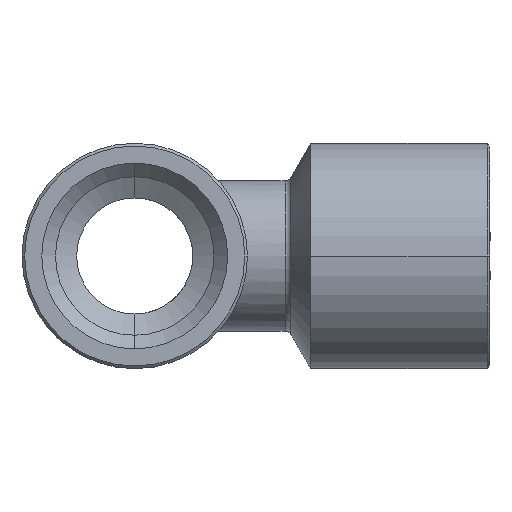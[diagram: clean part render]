
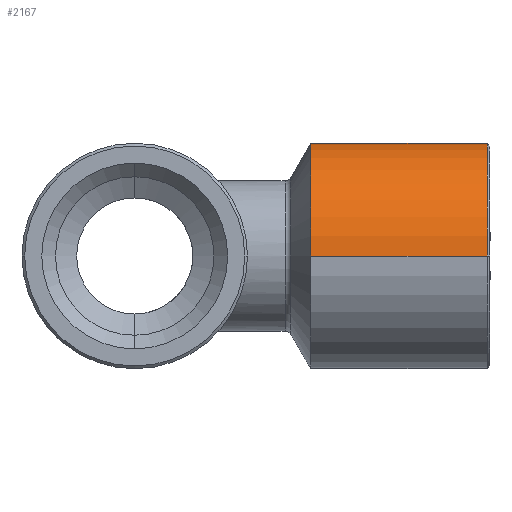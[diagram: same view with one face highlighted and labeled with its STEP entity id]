
A CAD part, left-side view. The second image highlights one B-rep face of the part: STEP entity #2167.
In plain terms, the highlighted cylindrical face has radius 8.25 mm (diameter 16.5 mm), a partial arc.
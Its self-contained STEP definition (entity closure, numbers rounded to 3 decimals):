
#4 = ORIENTED_EDGE ( 'NONE', *, *, #2181, .T. ) ;
#7 = ORIENTED_EDGE ( 'NONE', *, *, #2187, .F. ) ;
#651 = VECTOR ( 'NONE', #2966, 1000. ) ;
#1306 = AXIS2_PLACEMENT_3D ( 'NONE', #2916, #2917, #2918 ) ;
#1309 = AXIS2_PLACEMENT_3D ( 'NONE', #2913, #2914, #2915 ) ;
#1310 = CIRCLE ( 'NONE', #1306, 8.25 ) ;
#1319 = CIRCLE ( 'NONE', #1309, 8.25 ) ;
#1335 = VECTOR ( 'NONE', #2864, 1000. ) ;
#1341 = AXIS2_PLACEMENT_3D ( 'NONE', #2845, #2846, #2847 ) ;
#1344 = CIRCLE ( 'NONE', #1341, 8.25 ) ;
#1697 = AXIS2_PLACEMENT_3D ( 'NONE', #2787, #2781, #2790 ) ;
#2167 = ADVANCED_FACE ( 'NONE', ( #2786 ), #2789, .T. ) ;
#2181 = EDGE_CURVE ( 'NONE', #2415, #2417, #1344, .T. ) ;
#2187 = EDGE_CURVE ( 'NONE', #2415, #2719, #2860, .T. ) ;
#2204 = EDGE_CURVE ( 'NONE', #2427, #2432, #1319, .T. ) ;
#2205 = EDGE_CURVE ( 'NONE', #2432, #2719, #1310, .T. ) ;
#2221 = EDGE_CURVE ( 'NONE', #2417, #2427, #2946, .T. ) ;
#2415 = VERTEX_POINT ( 'NONE', #3295 ) ;
#2417 = VERTEX_POINT ( 'NONE', #3296 ) ;
#2427 = VERTEX_POINT ( 'NONE', #3293 ) ;
#2432 = VERTEX_POINT ( 'NONE', #3303 ) ;
#2436 = ORIENTED_EDGE ( 'NONE', *, *, #2205, .T. ) ;
#2446 = ORIENTED_EDGE ( 'NONE', *, *, #2204, .T. ) ;
#2449 = ORIENTED_EDGE ( 'NONE', *, *, #2221, .T. ) ;
#2719 = VERTEX_POINT ( 'NONE', #3341 ) ;
#2781 = DIRECTION ( 'NONE',  ( 0., 1., 0. ) ) ;
#2786 = FACE_OUTER_BOUND ( 'NONE', #3644, .T. ) ;
#2787 = CARTESIAN_POINT ( 'NONE',  ( 0., -1.021, 0. ) ) ;
#2789 = CYLINDRICAL_SURFACE ( 'NONE', #1697, 8.25 ) ;
#2790 = DIRECTION ( 'NONE',  ( -1., 0., 0. ) ) ;
#2845 = CARTESIAN_POINT ( 'NONE',  ( 0., -25.8, 0. ) ) ;
#2846 = DIRECTION ( 'NONE',  ( 0., 1., 0. ) ) ;
#2847 = DIRECTION ( 'NONE',  ( -1., 0., 0. ) ) ;
#2849 = CARTESIAN_POINT ( 'NONE',  ( -8.25, -1.021, 0. ) ) ;
#2860 = LINE ( 'NONE', #2849, #1335 ) ;
#2864 = DIRECTION ( 'NONE',  ( 0., 1., 0. ) ) ;
#2913 = CARTESIAN_POINT ( 'NONE',  ( 0., -12.876, 0. ) ) ;
#2914 = DIRECTION ( 'NONE',  ( 0., -1., 0. ) ) ;
#2915 = DIRECTION ( 'NONE',  ( 1., 0., 0. ) ) ;
#2916 = CARTESIAN_POINT ( 'NONE',  ( 0., -12.876, 0. ) ) ;
#2917 = DIRECTION ( 'NONE',  ( 0., -1., 0. ) ) ;
#2918 = DIRECTION ( 'NONE',  ( 1., 0., 0. ) ) ;
#2946 = LINE ( 'NONE', #2958, #651 ) ;
#2958 = CARTESIAN_POINT ( 'NONE',  ( 8.25, -1.021, 0. ) ) ;
#2966 = DIRECTION ( 'NONE',  ( 0., 1., 0. ) ) ;
#3293 = CARTESIAN_POINT ( 'NONE',  ( 8.25, -12.876, 0. ) ) ;
#3295 = CARTESIAN_POINT ( 'NONE',  ( -8.25, -25.8, 0. ) ) ;
#3296 = CARTESIAN_POINT ( 'NONE',  ( 8.25, -25.8, 0. ) ) ;
#3303 = CARTESIAN_POINT ( 'NONE',  ( 0., -12.876, 8.25 ) ) ;
#3341 = CARTESIAN_POINT ( 'NONE',  ( -8.25, -12.876, 0. ) ) ;
#3644 = EDGE_LOOP ( 'NONE', ( #4, #2449, #2446, #2436, #7 ) ) ;
